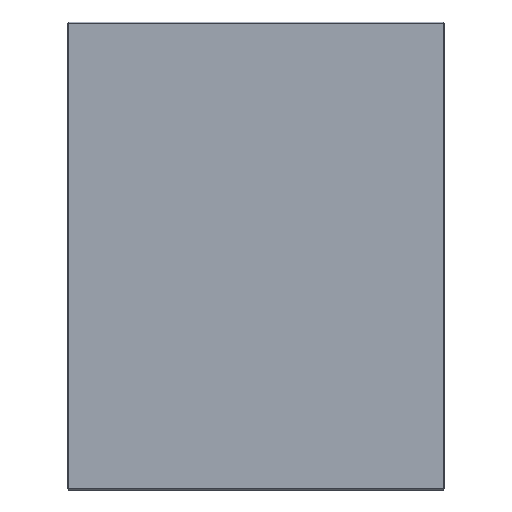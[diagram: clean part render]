
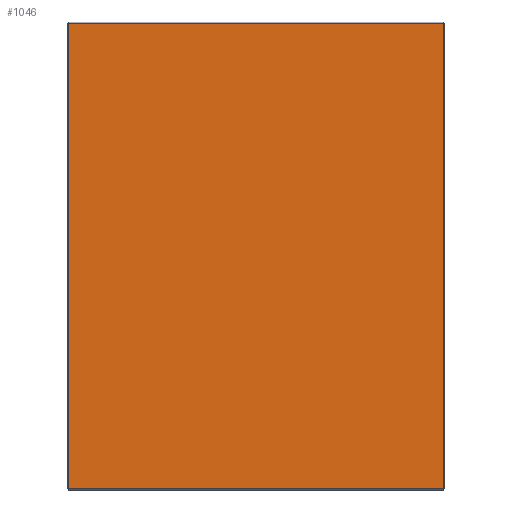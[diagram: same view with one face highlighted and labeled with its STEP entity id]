
A CAD part, front view. The second image highlights one B-rep face of the part: STEP entity #1046.
In plain terms, the highlighted planar face has unit normal (0, -1, 0).
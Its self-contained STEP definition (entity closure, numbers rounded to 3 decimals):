
#7 = CARTESIAN_POINT ( 'NONE',  ( -319.8, -1.2, 396.8 ) ) ;
#41 = EDGE_CURVE ( 'NONE', #388, #1453, #2164, .T. ) ;
#212 = AXIS2_PLACEMENT_3D ( 'NONE', #1137, #2584, #867 ) ;
#213 = ORIENTED_EDGE ( 'NONE', *, *, #41, .T. ) ;
#226 = ORIENTED_EDGE ( 'NONE', *, *, #584, .F. ) ;
#255 = EDGE_CURVE ( 'NONE', #1847, #1416, #2518, .T. ) ;
#302 = PLANE ( 'NONE',  #212 ) ;
#312 = ORIENTED_EDGE ( 'NONE', *, *, #255, .T. ) ;
#388 = VERTEX_POINT ( 'NONE', #1645 ) ;
#394 = DIRECTION ( 'NONE',  ( -1., 0., 0. ) ) ;
#544 = LINE ( 'NONE', #1788, #3440 ) ;
#584 = EDGE_CURVE ( 'NONE', #1847, #1453, #544, .T. ) ;
#697 = EDGE_CURVE ( 'NONE', #388, #1416, #3178, .T. ) ;
#867 = DIRECTION ( 'NONE',  ( 0., 0., 1. ) ) ;
#886 = CARTESIAN_POINT ( 'NONE',  ( 319.8, -1.2, 396.8 ) ) ;
#1040 = CARTESIAN_POINT ( 'NONE',  ( -319.8, -1.2, -396.8 ) ) ;
#1046 = ADVANCED_FACE ( 'NONE', ( #2698 ), #302, .F. ) ;
#1137 = CARTESIAN_POINT ( 'NONE',  ( 0., -1.2, 0. ) ) ;
#1287 = DIRECTION ( 'NONE',  ( 0., 0., -1. ) ) ;
#1416 = VERTEX_POINT ( 'NONE', #2216 ) ;
#1453 = VERTEX_POINT ( 'NONE', #7 ) ;
#1645 = CARTESIAN_POINT ( 'NONE',  ( 319.8, -1.2, 396.8 ) ) ;
#1788 = CARTESIAN_POINT ( 'NONE',  ( -319.8, -1.2, -397. ) ) ;
#1847 = VERTEX_POINT ( 'NONE', #3658 ) ;
#2061 = VECTOR ( 'NONE', #3272, 1000. ) ;
#2164 = LINE ( 'NONE', #886, #2566 ) ;
#2165 = EDGE_LOOP ( 'NONE', ( #312, #3230, #213, #226 ) ) ;
#2216 = CARTESIAN_POINT ( 'NONE',  ( 319.8, -1.2, -396.8 ) ) ;
#2246 = VECTOR ( 'NONE', #1287, 1000. ) ;
#2518 = LINE ( 'NONE', #1040, #2061 ) ;
#2566 = VECTOR ( 'NONE', #394, 1000. ) ;
#2584 = DIRECTION ( 'NONE',  ( 0., 1., 0. ) ) ;
#2698 = FACE_OUTER_BOUND ( 'NONE', #2165, .T. ) ;
#2936 = DIRECTION ( 'NONE',  ( 0., 0., 1. ) ) ;
#3178 = LINE ( 'NONE', #3511, #2246 ) ;
#3230 = ORIENTED_EDGE ( 'NONE', *, *, #697, .F. ) ;
#3272 = DIRECTION ( 'NONE',  ( 1., 0., 0. ) ) ;
#3440 = VECTOR ( 'NONE', #2936, 1000. ) ;
#3511 = CARTESIAN_POINT ( 'NONE',  ( 319.8, -1.2, 397. ) ) ;
#3658 = CARTESIAN_POINT ( 'NONE',  ( -319.8, -1.2, -396.8 ) ) ;
